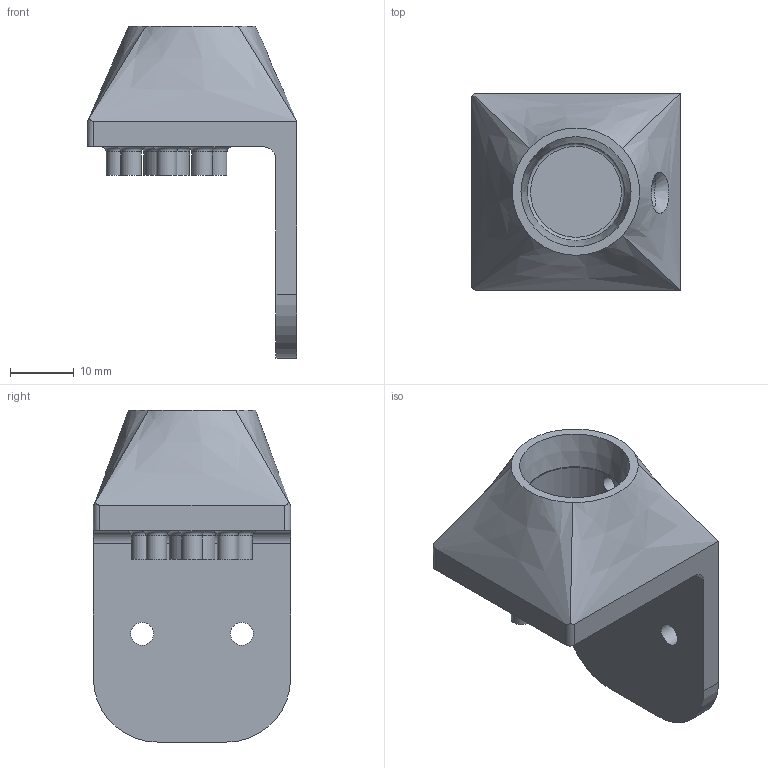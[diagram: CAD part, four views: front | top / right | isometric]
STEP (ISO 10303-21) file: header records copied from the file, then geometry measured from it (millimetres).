
FILE_DESCRIPTION(/* description */ (''),/* implementation_level */ '2;1');
FILE_NAME(/* name */ 'Support structure base.step',/* time_stamp */ '2025-12-19T12:43:51+05:30',/* author */ (''),/* organization */ (''),/* preprocessor_version */ 'ST-DEVELOPER v20.1',/* originating_system */ 'Autodesk Translation Framework v14.21.0.0',/* authorisation */ '');
FILE_SCHEMA (('AUTOMOTIVE_DESIGN { 1 0 10303 214 3 1 1 }'));
Length unit declared in the file: millimetre
Products named in the file (1): Support structure base
Bounding box: 33 x 31 x 52.2 mm (x, y, z)
Volume: 14391.6 mm3; surface area: 6755.8 mm2
Topology: 1 solids, 1 shells, 55 faces, 116 edges, 73 vertices
Faces by surface type: cylinder 19, plane 19, torus 11, bspline 5, cone 1
Full cylindrical faces by diameter (mm): 2.8 x1, 3.2 x8, 3.6 x2, 4.5 x1, 7.23 x1, 15.3 x1
Entity records: 1898 total; most frequent: CARTESIAN_POINT 641, DIRECTION 268, ORIENTED_EDGE 232, EDGE_CURVE 116, AXIS2_PLACEMENT_3D 112, VERTEX_POINT 73, EDGE_LOOP 71, CIRCLE 61
